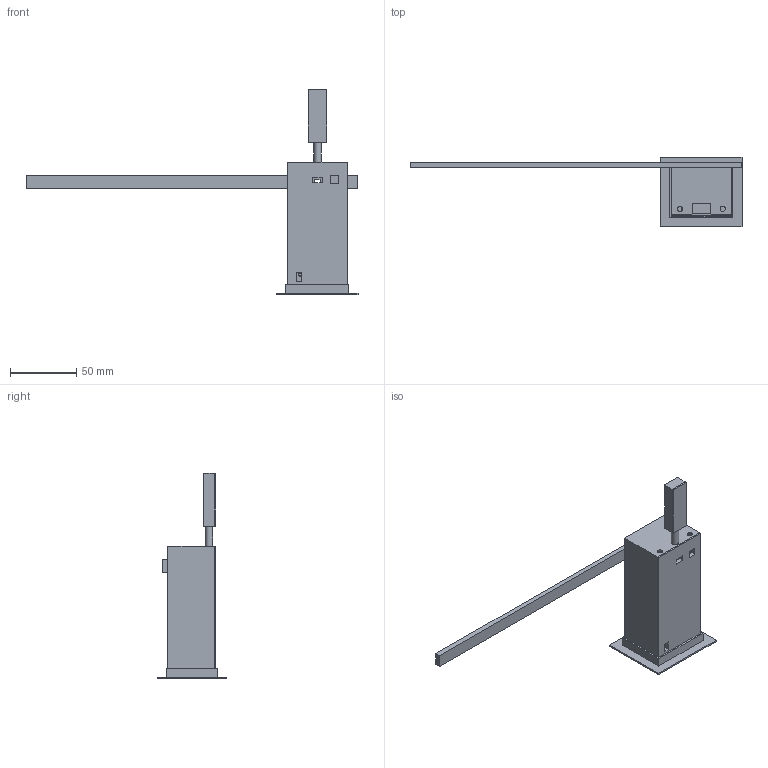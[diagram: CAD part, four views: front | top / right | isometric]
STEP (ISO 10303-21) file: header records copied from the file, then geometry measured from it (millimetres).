
FILE_DESCRIPTION(/* description */ (''),/* implementation_level */ '2;1');
FILE_NAME(/* name */ 'barrier.step',/* time_stamp */ '2026-02-05T17:51:52Z',/* author */ (''),/* organization */ (''),/* preprocessor_version */ 'ST-DEVELOPER v20.1',/* originating_system */ 'Autodesk Translation Framework v14.24.0.0',/* authorisation */ '');
FILE_SCHEMA (('AUTOMOTIVE_DESIGN { 1 0 10303 214 3 1 1 }'));
Length unit declared in the file: millimetre
Products named in the file (5): 2026-01-20-15-57-13-019; 2026-01-20-15-58-03-444; 2026-01-23-16-32-55-058; 2026-01-20-18-25-53-165; 2026-01-21-16-47-12-671
Assembly tree (4 placements, depth 3):
  2026-01-20-15-57-13-019
    2026-01-20-15-58-03-444
      2026-01-23-16-32-55-058
    2026-01-20-18-25-53-165
    2026-01-21-16-47-12-671
Bounding box: 250.6 x 52.4 x 155 mm (x, y, z)
Volume: 45956.8 mm3; surface area: 55901 mm2
Topology: 7 solids, 7 shells, 163 faces, 376 edges, 248 vertices
Faces by surface type: plane 137, cylinder 26
Full cylindrical faces by diameter (mm): 2 x8, 4 x6, 5.6 x1, 9 x2, 10 x1, 11 x2
Entity records: 4745 total; most frequent: CARTESIAN_POINT 796, DIRECTION 772, ORIENTED_EDGE 752, EDGE_CURVE 376, LINE 324, VECTOR 324, VERTEX_POINT 248, AXIS2_PLACEMENT_3D 224
